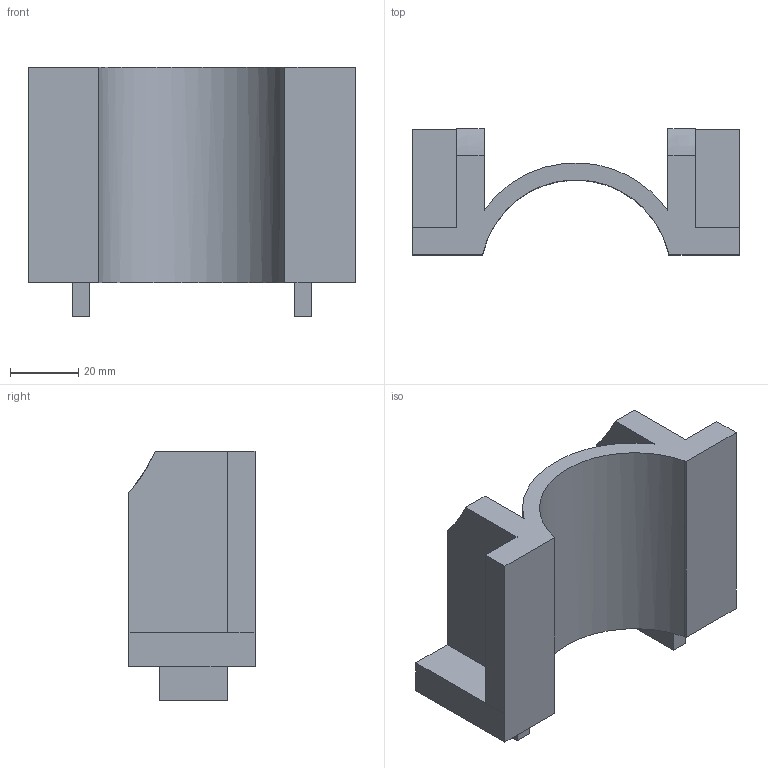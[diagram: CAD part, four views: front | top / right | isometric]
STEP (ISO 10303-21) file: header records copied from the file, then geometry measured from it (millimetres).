
FILE_DESCRIPTION(('CATIA V6 STEP','CAx-IF Rec.Pracs.--- Model Styling and Organization---1.2---2011-12-15'),'2;1');
FILE_NAME('Support-interne.stp','2020-08-02T16:13:02+00:00',('NewPDM'),('Renault'),'CATIA Unofficial Packaging Version','DASSAULT SYSTEMES CATIA V6 STEP AP214','none');
FILE_SCHEMA(('AUTOMOTIVE_DESIGN { 1 0 10303 214 1 1 1 1 }'));
Length unit declared in the file: millimetre
Products named in the file (1): OCIM07AJPS
Bounding box: 96 x 37 x 73.25 mm (x, y, z)
Surface area: 26271.9 mm2 (no closed solid volume)
Topology: 0 solids, 1 shells, 37 faces, 100 edges, 67 vertices
Faces by surface type: plane 29, bspline 5, cylinder 3
Entity records: 1286 total; most frequent: CARTESIAN_POINT 372, ORIENTED_EDGE 200, DIRECTION 149, EDGE_CURVE 100, VECTOR 77, LINE 77, VERTEX_POINT 67, AXIS2_PLACEMENT_3D 40
